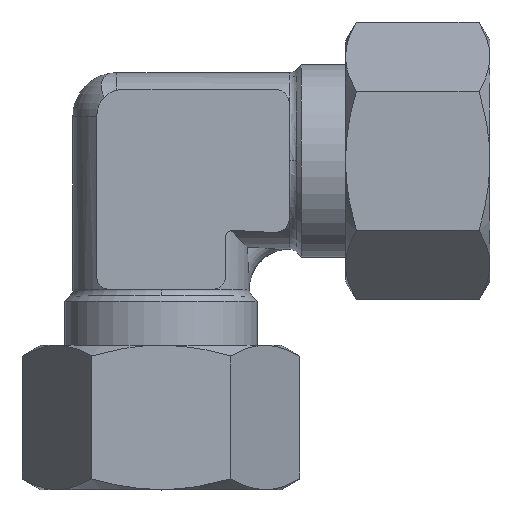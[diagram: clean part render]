
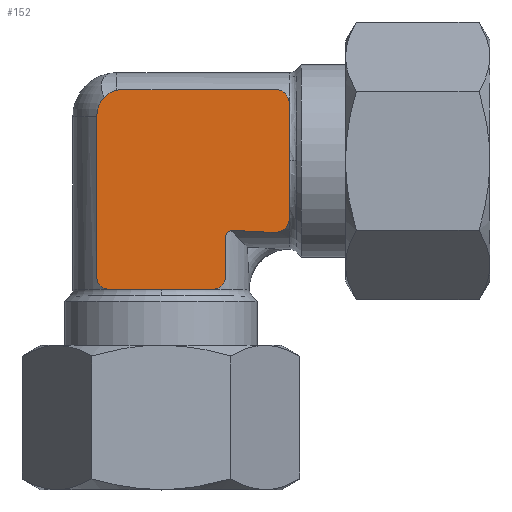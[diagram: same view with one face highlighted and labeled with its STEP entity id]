
A CAD part, top view. The second image highlights one B-rep face of the part: STEP entity #152.
In plain terms, the highlighted planar face has unit normal (0, 0, 1).
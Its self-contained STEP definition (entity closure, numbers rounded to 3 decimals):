
#152=ADVANCED_FACE('',(#385),#386,.T.);
#385=FACE_OUTER_BOUND('',#637,.T.);
#386=PLANE('',#638);
#637=EDGE_LOOP('',(#1470,#1471,#1472,#1473,#1474,#1475,#1476,#1477,#1478,#1479,#1480,#1481,#1482,#1483,#1484,#1485));
#638=AXIS2_PLACEMENT_3D('',#1486,#1487,#1488);
#1470=ORIENTED_EDGE('',*,*,#1911,.F.);
#1471=ORIENTED_EDGE('',*,*,#1918,.F.);
#1472=ORIENTED_EDGE('',*,*,#1925,.F.);
#1473=ORIENTED_EDGE('',*,*,#1929,.F.);
#1474=ORIENTED_EDGE('',*,*,#1701,.F.);
#1475=ORIENTED_EDGE('',*,*,#1943,.F.);
#1476=ORIENTED_EDGE('',*,*,#1941,.F.);
#1477=ORIENTED_EDGE('',*,*,#1939,.F.);
#1478=ORIENTED_EDGE('',*,*,#1937,.F.);
#1479=ORIENTED_EDGE('',*,*,#1707,.F.);
#1480=ORIENTED_EDGE('',*,*,#1936,.F.);
#1481=ORIENTED_EDGE('',*,*,#1931,.F.);
#1482=ORIENTED_EDGE('',*,*,#1711,.F.);
#1483=ORIENTED_EDGE('',*,*,#1930,.F.);
#1484=ORIENTED_EDGE('',*,*,#1726,.F.);
#1485=ORIENTED_EDGE('',*,*,#1904,.F.);
#1486=CARTESIAN_POINT('',(3.429,-3.006,11.5));
#1487=DIRECTION('',(0.0,0.0,1.0));
#1488=DIRECTION('',(1.0,0.0,0.0));
#1701=EDGE_CURVE('',#2044,#2047,#2048,.T.);
#1707=EDGE_CURVE('',#2056,#2052,#2058,.T.);
#1711=EDGE_CURVE('',#2063,#2060,#2065,.T.);
#1726=EDGE_CURVE('',#2092,#2094,#2095,.T.);
#1904=EDGE_CURVE('',#2369,#2092,#2371,.T.);
#1911=EDGE_CURVE('',#2380,#2369,#2382,.T.);
#1918=EDGE_CURVE('',#2391,#2380,#2393,.T.);
#1925=EDGE_CURVE('',#2402,#2391,#2404,.T.);
#1929=EDGE_CURVE('',#2047,#2402,#2408,.T.);
#1930=EDGE_CURVE('',#2094,#2063,#2409,.T.);
#1931=EDGE_CURVE('',#2060,#2410,#2411,.T.);
#1936=EDGE_CURVE('',#2410,#2056,#2418,.T.);
#1937=EDGE_CURVE('',#2052,#2419,#2420,.T.);
#1939=EDGE_CURVE('',#2419,#2422,#2423,.T.);
#1941=EDGE_CURVE('',#2422,#2425,#2426,.T.);
#1943=EDGE_CURVE('',#2425,#2044,#2428,.T.);
#2044=VERTEX_POINT('',#2642);
#2047=VERTEX_POINT('',#2646);
#2048=CIRCLE('',#2647,0.958);
#2052=VERTEX_POINT('',#2666);
#2056=VERTEX_POINT('',#2686);
#2058=CIRCLE('',#2689,1.773);
#2060=VERTEX_POINT('',#2691);
#2063=VERTEX_POINT('',#2698);
#2065=CIRCLE('',#2701,1.773);
#2092=VERTEX_POINT('',#2779);
#2094=VERTEX_POINT('',#2782);
#2095=CIRCLE('',#2783,3.233);
#2369=VERTEX_POINT('',#3847);
#2371=LINE('',#3850,#3851);
#2380=VERTEX_POINT('',#3877);
#2382=CIRCLE('',#3880,1.5);
#2391=VERTEX_POINT('',#3894);
#2393=LINE('',#3897,#3898);
#2402=VERTEX_POINT('',#3910);
#2404=CIRCLE('',#3913,1.5);
#2408=LINE('',#3933,#3934);
#2409=LINE('',#3935,#3936);
#2410=VERTEX_POINT('',#3937);
#2411=CIRCLE('',#3938,1.773);
#2418=LINE('',#3962,#3963);
#2419=VERTEX_POINT('',#3964);
#2420=CIRCLE('',#3965,1.773);
#2422=VERTEX_POINT('',#3968);
#2423=LINE('',#3969,#3970);
#2425=VERTEX_POINT('',#3973);
#2426=LINE('',#3974,#3975);
#2428=CIRCLE('',#3978,0.958);
#2642=CARTESIAN_POINT('',(7.999,-9.636,11.5));
#2646=CARTESIAN_POINT('',(7.999,-9.665,11.5));
#2647=AXIS2_PLACEMENT_3D('',#4105,#4106,#4107);
#2666=CARTESIAN_POINT('',(16.003,-7.131,11.5));
#2686=CARTESIAN_POINT('',(15.999,-7.01,11.5));
#2689=AXIS2_PLACEMENT_3D('',#4111,#4112,#4113);
#2691=CARTESIAN_POINT('',(16.003,7.131,11.5));
#2698=CARTESIAN_POINT('',(14.499,8.884,11.5));
#2701=AXIS2_PLACEMENT_3D('',#4116,#4117,#4118);
#2779=CARTESIAN_POINT('',(-8.001,5.655,11.5));
#2782=CARTESIAN_POINT('',(-5.001,8.884,11.5));
#2783=AXIS2_PLACEMENT_3D('',#4135,#4136,#4137);
#3847=CARTESIAN_POINT('',(-8.001,-14.5,11.5));
#3850=CARTESIAN_POINT('',(-8.001,-14.5,11.5));
#3851=VECTOR('',#4373,1.0);
#3877=CARTESIAN_POINT('',(-6.501,-16.,11.5));
#3880=AXIS2_PLACEMENT_3D('',#4383,#4384,#4385);
#3894=CARTESIAN_POINT('',(6.499,-16.,11.5));
#3897=CARTESIAN_POINT('',(-6.501,-16.,11.5));
#3898=VECTOR('',#4392,1.0);
#3910=CARTESIAN_POINT('',(7.999,-14.5,11.5));
#3913=AXIS2_PLACEMENT_3D('',#4403,#4404,#4405);
#3933=CARTESIAN_POINT('',(7.999,-9.665,11.5));
#3934=VECTOR('',#4410,1.0);
#3935=CARTESIAN_POINT('',(-5.001,8.884,11.5));
#3936=VECTOR('',#4411,1.0);
#3937=CARTESIAN_POINT('',(15.999,7.01,11.5));
#3938=AXIS2_PLACEMENT_3D('',#4412,#4413,#4414);
#3962=CARTESIAN_POINT('',(15.999,-7.01,11.5));
#3963=VECTOR('',#4419,1.0);
#3964=CARTESIAN_POINT('',(14.499,-8.884,11.5));
#3965=AXIS2_PLACEMENT_3D('',#4420,#4421,#4422);
#3968=CARTESIAN_POINT('',(12.921,-8.884,11.5));
#3969=CARTESIAN_POINT('',(12.921,-8.884,11.5));
#3970=VECTOR('',#4424,1.0);
#3973=CARTESIAN_POINT('',(8.999,-8.679,11.5));
#3974=CARTESIAN_POINT('',(8.999,-8.679,11.5));
#3975=VECTOR('',#4426,1.0);
#3978=AXIS2_PLACEMENT_3D('',#4428,#4429,#4430);
#4105=CARTESIAN_POINT('',(8.956,-9.636,11.5));
#4106=DIRECTION('',(0.0,0.0,1.0));
#4107=DIRECTION('',(1.0,0.0,0.0));
#4111=CARTESIAN_POINT('',(14.23,-7.131,11.5));
#4112=DIRECTION('',(0.0,0.0,-1.0));
#4113=DIRECTION('',(1.0,0.0,0.0));
#4116=CARTESIAN_POINT('',(14.23,7.131,11.5));
#4117=DIRECTION('',(0.0,0.0,-1.0));
#4118=DIRECTION('',(1.0,0.0,0.0));
#4135=CARTESIAN_POINT('',(-4.768,5.659,11.5));
#4136=DIRECTION('',(0.0,0.0,-1.0));
#4137=DIRECTION('',(1.0,0.0,0.0));
#4373=DIRECTION('',(0.0,1.0,0.0));
#4383=CARTESIAN_POINT('',(-6.501,-14.5,11.5));
#4384=DIRECTION('',(0.0,0.0,-1.0));
#4385=DIRECTION('',(1.0,0.0,0.0));
#4392=DIRECTION('',(-1.0,-0.0,-0.0));
#4403=CARTESIAN_POINT('',(6.499,-14.5,11.5));
#4404=DIRECTION('',(0.0,0.0,-1.0));
#4405=DIRECTION('',(1.0,0.0,0.0));
#4410=DIRECTION('',(0.0,-1.0,0.0));
#4411=DIRECTION('',(1.0,0.0,0.0));
#4412=CARTESIAN_POINT('',(14.23,7.131,11.5));
#4413=DIRECTION('',(0.0,0.0,-1.0));
#4414=DIRECTION('',(1.0,0.0,0.0));
#4419=DIRECTION('',(0.,-1.0,-0.0));
#4420=CARTESIAN_POINT('',(14.23,-7.131,11.5));
#4421=DIRECTION('',(0.0,0.0,-1.0));
#4422=DIRECTION('',(1.0,0.0,0.0));
#4424=DIRECTION('',(-1.0,-0.0,-0.0));
#4426=DIRECTION('',(-0.999,0.052,0.0));
#4428=CARTESIAN_POINT('',(8.956,-9.636,11.5));
#4429=DIRECTION('',(0.0,0.0,1.0));
#4430=DIRECTION('',(1.0,0.0,0.0));
